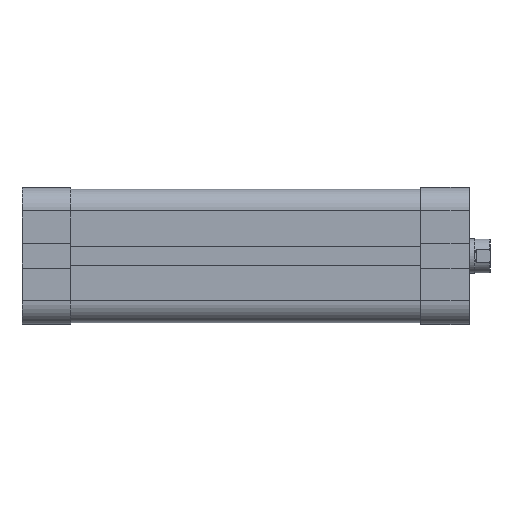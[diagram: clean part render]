
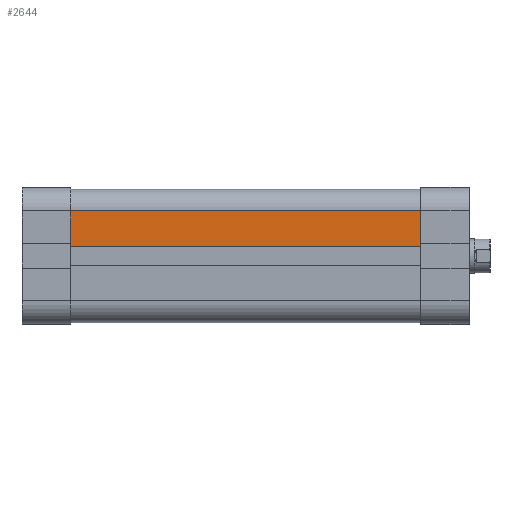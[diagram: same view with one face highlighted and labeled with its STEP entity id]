
A CAD part, top view. The second image highlights one B-rep face of the part: STEP entity #2644.
In plain terms, the highlighted face is planar.
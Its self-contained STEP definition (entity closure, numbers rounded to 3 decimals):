
#984 = FACE_OUTER_BOUND ( 'NONE', #4895, .T. ) ;
#1057 = LINE ( 'NONE', #1282, #1058 ) ;
#1058 = VECTOR ( 'NONE', #1283, 1000. ) ;
#1070 = LINE ( 'NONE', #1289, #1074 ) ;
#1074 = VECTOR ( 'NONE', #1299, 1000. ) ;
#1092 = LINE ( 'NONE', #1319, #1093 ) ;
#1093 = VECTOR ( 'NONE', #1320, 1000. ) ;
#1127 = LINE ( 'NONE', #1395, #2670 ) ;
#1282 = CARTESIAN_POINT ( 'NONE',  ( 6.25, 0., 0. ) ) ;
#1283 = DIRECTION ( 'NONE',  ( 1., 0., 0. ) ) ;
#1289 = CARTESIAN_POINT ( 'NONE',  ( 6.25, 0., -101. ) ) ;
#1299 = DIRECTION ( 'NONE',  ( 0., 0., 1. ) ) ;
#1319 = CARTESIAN_POINT ( 'NONE',  ( 16.55, 0., -101. ) ) ;
#1320 = DIRECTION ( 'NONE',  ( 0., 0., 1. ) ) ;
#1395 = CARTESIAN_POINT ( 'NONE',  ( 6.25, 0., -101. ) ) ;
#1396 = DIRECTION ( 'NONE',  ( 1., 0., 0. ) ) ;
#2644 = ADVANCED_FACE ( 'NONE', ( #984 ), #7335, .T. ) ;
#2670 = VECTOR ( 'NONE', #1396, 1000. ) ;
#3805 = CARTESIAN_POINT ( 'NONE',  ( 16.55, 0., -101. ) ) ;
#3806 = CARTESIAN_POINT ( 'NONE',  ( 16.55, 0., 0. ) ) ;
#3807 = CARTESIAN_POINT ( 'NONE',  ( 6.25, 0., 0. ) ) ;
#3808 = CARTESIAN_POINT ( 'NONE',  ( 6.25, 0., -101. ) ) ;
#4631 = ORIENTED_EDGE ( 'NONE', *, *, #5091, .T. ) ;
#4642 = ORIENTED_EDGE ( 'NONE', *, *, #5059, .T. ) ;
#4694 = ORIENTED_EDGE ( 'NONE', *, *, #5042, .F. ) ;
#4755 = ORIENTED_EDGE ( 'NONE', *, *, #5049, .F. ) ;
#4895 = EDGE_LOOP ( 'NONE', ( #4642, #4694, #4755, #4631 ) ) ;
#5042 = EDGE_CURVE ( 'NONE', #6169, #6168, #1057, .T. ) ;
#5049 = EDGE_CURVE ( 'NONE', #6170, #6169, #1070, .T. ) ;
#5059 = EDGE_CURVE ( 'NONE', #6167, #6168, #1092, .T. ) ;
#5091 = EDGE_CURVE ( 'NONE', #6170, #6167, #1127, .T. ) ;
#5849 = AXIS2_PLACEMENT_3D ( 'NONE', #7320, #7347, #7348 ) ;
#6167 = VERTEX_POINT ( 'NONE', #3805 ) ;
#6168 = VERTEX_POINT ( 'NONE', #3806 ) ;
#6169 = VERTEX_POINT ( 'NONE', #3807 ) ;
#6170 = VERTEX_POINT ( 'NONE', #3808 ) ;
#7320 = CARTESIAN_POINT ( 'NONE',  ( 6.25, 0., -101. ) ) ;
#7335 = PLANE ( 'NONE',  #5849 ) ;
#7347 = DIRECTION ( 'NONE',  ( 0., -1., 0. ) ) ;
#7348 = DIRECTION ( 'NONE',  ( 0., 0., -1. ) ) ;
